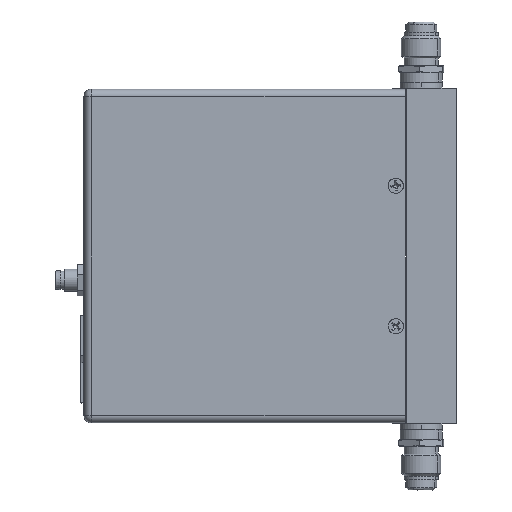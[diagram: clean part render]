
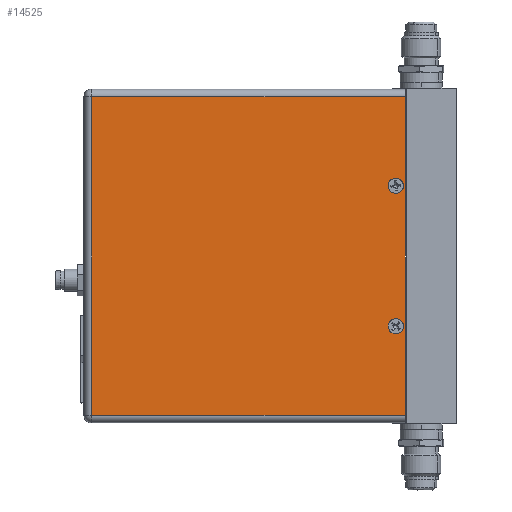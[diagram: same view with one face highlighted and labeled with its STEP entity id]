
A CAD part, left-side view. The second image highlights one B-rep face of the part: STEP entity #14525.
In plain terms, the highlighted planar face has unit normal (-1, 0, 0).
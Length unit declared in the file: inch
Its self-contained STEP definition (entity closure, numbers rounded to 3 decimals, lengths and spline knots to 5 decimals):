
#502 = CARTESIAN_POINT ( 'NONE',  ( -1.12528, 4.72214, 2.49389 ) ) ;
#599 = DIRECTION ( 'NONE',  ( 1., 0., 0. ) ) ;
#746 = EDGE_CURVE ( 'NONE', #10349, #9715, #16799, .T. ) ;
#776 = DIRECTION ( 'NONE',  ( 0., -1., 0. ) ) ;
#1238 = VECTOR ( 'NONE', #15531, 39.37008 ) ;
#1877 = CARTESIAN_POINT ( 'NONE',  ( -1.12528, 0.25814, 2.49389 ) ) ;
#1896 = AXIS2_PLACEMENT_3D ( 'NONE', #11442, #599, #13277 ) ;
#1984 = FACE_BOUND ( 'NONE', #21802, .T. ) ;
#2040 = VERTEX_POINT ( 'NONE', #12208 ) ;
#2639 = EDGE_CURVE ( 'NONE', #2040, #10449, #5060, .T. ) ;
#2959 = CARTESIAN_POINT ( 'NONE',  ( -1.12528, 4.72214, -2.03611 ) ) ;
#3005 = AXIS2_PLACEMENT_3D ( 'NONE', #8814, #21556, #10645 ) ;
#3159 = CARTESIAN_POINT ( 'NONE',  ( -1.12528, 4.83214, 2.49389 ) ) ;
#3849 = VERTEX_POINT ( 'NONE', #14907 ) ;
#4101 = AXIS2_PLACEMENT_3D ( 'NONE', #7933, #20673, #9744 ) ;
#4264 = CIRCLE ( 'NONE', #19536, 0.109 ) ;
#4426 = CARTESIAN_POINT ( 'NONE',  ( -1.12528, 4.83214, -2.03611 ) ) ;
#4866 = VECTOR ( 'NONE', #15888, 39.37008 ) ;
#5060 = CIRCLE ( 'NONE', #3005, 0.109 ) ;
#5665 = CARTESIAN_POINT ( 'NONE',  ( -1.12528, 0.39314, -0.77111 ) ) ;
#5711 = DIRECTION ( 'NONE',  ( 1., 0., 0. ) ) ;
#6017 = EDGE_LOOP ( 'NONE', ( #19598, #11364, #23494, #16706 ) ) ;
#6720 = EDGE_CURVE ( 'NONE', #16070, #15782, #8796, .T. ) ;
#7451 = DIRECTION ( 'NONE',  ( 0., 0., -1. ) ) ;
#7933 = CARTESIAN_POINT ( 'NONE',  ( -1.12528, 4.83214, 2.60389 ) ) ;
#8052 = VERTEX_POINT ( 'NONE', #1877 ) ;
#8674 = DIRECTION ( 'NONE',  ( 0., 0., -1. ) ) ;
#8796 = LINE ( 'NONE', #19611, #22719 ) ;
#8814 = CARTESIAN_POINT ( 'NONE',  ( -1.12528, 0.39314, 1.22889 ) ) ;
#9218 = ORIENTED_EDGE ( 'NONE', *, *, #2639, .T. ) ;
#9646 = PLANE ( 'NONE',  #4101 ) ;
#9715 = VERTEX_POINT ( 'NONE', #11439 ) ;
#9744 = DIRECTION ( 'NONE',  ( 0., 0., -1. ) ) ;
#10143 = EDGE_CURVE ( 'NONE', #9715, #10349, #4264, .T. ) ;
#10349 = VERTEX_POINT ( 'NONE', #11820 ) ;
#10449 = VERTEX_POINT ( 'NONE', #14129 ) ;
#10645 = DIRECTION ( 'NONE',  ( 0., 0., -1. ) ) ;
#10923 = ORIENTED_EDGE ( 'NONE', *, *, #746, .T. ) ;
#11364 = ORIENTED_EDGE ( 'NONE', *, *, #17175, .T. ) ;
#11382 = EDGE_LOOP ( 'NONE', ( #9218, #12942 ) ) ;
#11439 = CARTESIAN_POINT ( 'NONE',  ( -1.12528, 0.39314, -0.66211 ) ) ;
#11442 = CARTESIAN_POINT ( 'NONE',  ( -1.12528, 0.39314, 1.22889 ) ) ;
#11645 = FACE_OUTER_BOUND ( 'NONE', #6017, .T. ) ;
#11820 = CARTESIAN_POINT ( 'NONE',  ( -1.12528, 0.39314, -0.88011 ) ) ;
#12162 = EDGE_CURVE ( 'NONE', #3849, #8052, #15749, .T. ) ;
#12208 = CARTESIAN_POINT ( 'NONE',  ( -1.12528, 0.39314, 1.11989 ) ) ;
#12213 = LINE ( 'NONE', #3159, #4866 ) ;
#12942 = ORIENTED_EDGE ( 'NONE', *, *, #17987, .T. ) ;
#13277 = DIRECTION ( 'NONE',  ( 0., 0., -1. ) ) ;
#14129 = CARTESIAN_POINT ( 'NONE',  ( -1.12528, 0.39314, 1.33789 ) ) ;
#14525 = ADVANCED_FACE ( 'NONE', ( #11645, #18789, #1984 ), #9646, .F. ) ;
#14745 = DIRECTION ( 'NONE',  ( 0., 0., -1. ) ) ;
#14907 = CARTESIAN_POINT ( 'NONE',  ( -1.12528, 0.25814, -2.03611 ) ) ;
#15151 = AXIS2_PLACEMENT_3D ( 'NONE', #18409, #5711, #14745 ) ;
#15531 = DIRECTION ( 'NONE',  ( 0., 0., 1. ) ) ;
#15691 = CARTESIAN_POINT ( 'NONE',  ( -1.12528, 0.25814, 2.60389 ) ) ;
#15749 = LINE ( 'NONE', #15691, #1238 ) ;
#15782 = VERTEX_POINT ( 'NONE', #2959 ) ;
#15888 = DIRECTION ( 'NONE',  ( 0., 1., 0. ) ) ;
#16070 = VERTEX_POINT ( 'NONE', #502 ) ;
#16405 = LINE ( 'NONE', #4426, #20643 ) ;
#16706 = ORIENTED_EDGE ( 'NONE', *, *, #19983, .T. ) ;
#16799 = CIRCLE ( 'NONE', #15151, 0.109 ) ;
#17175 = EDGE_CURVE ( 'NONE', #8052, #16070, #12213, .T. ) ;
#17987 = EDGE_CURVE ( 'NONE', #10449, #2040, #19548, .T. ) ;
#18353 = DIRECTION ( 'NONE',  ( 1., 0., 0. ) ) ;
#18409 = CARTESIAN_POINT ( 'NONE',  ( -1.12528, 0.39314, -0.77111 ) ) ;
#18789 = FACE_BOUND ( 'NONE', #11382, .T. ) ;
#19536 = AXIS2_PLACEMENT_3D ( 'NONE', #5665, #18353, #7451 ) ;
#19548 = CIRCLE ( 'NONE', #1896, 0.109 ) ;
#19598 = ORIENTED_EDGE ( 'NONE', *, *, #12162, .T. ) ;
#19611 = CARTESIAN_POINT ( 'NONE',  ( -1.12528, 4.72214, 2.60389 ) ) ;
#19983 = EDGE_CURVE ( 'NONE', #15782, #3849, #16405, .T. ) ;
#20643 = VECTOR ( 'NONE', #776, 39.37008 ) ;
#20673 = DIRECTION ( 'NONE',  ( 1., 0., 0. ) ) ;
#21197 = ORIENTED_EDGE ( 'NONE', *, *, #10143, .T. ) ;
#21556 = DIRECTION ( 'NONE',  ( 1., 0., 0. ) ) ;
#21802 = EDGE_LOOP ( 'NONE', ( #10923, #21197 ) ) ;
#22719 = VECTOR ( 'NONE', #8674, 39.37008 ) ;
#23494 = ORIENTED_EDGE ( 'NONE', *, *, #6720, .T. ) ;
